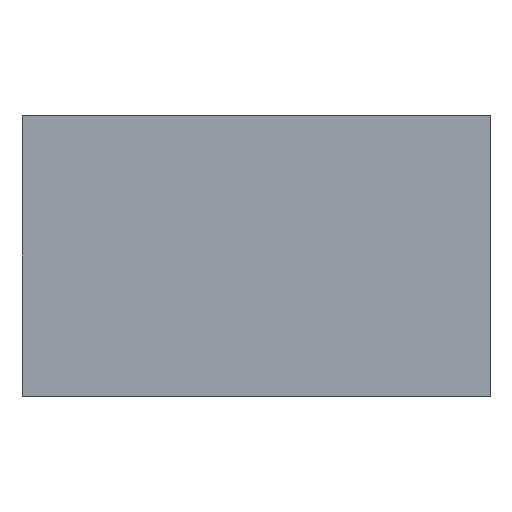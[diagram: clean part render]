
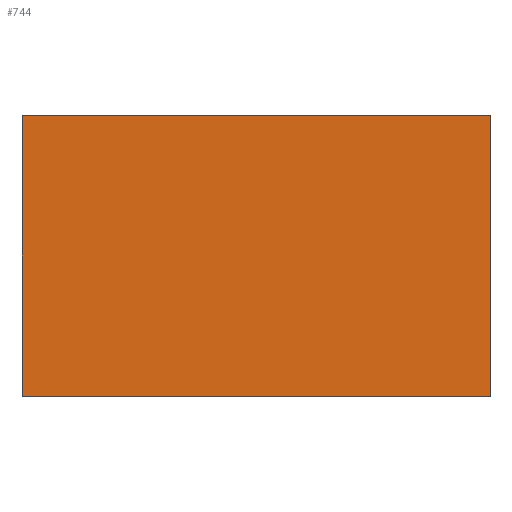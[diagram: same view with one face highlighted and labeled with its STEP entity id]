
A CAD part, left-side view. The second image highlights one B-rep face of the part: STEP entity #744.
In plain terms, the highlighted planar face has unit normal (-1, 0, 0).
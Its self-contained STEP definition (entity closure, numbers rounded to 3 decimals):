
#7 = VERTEX_POINT ( 'NONE', #628 ) ;
#51 = VECTOR ( 'NONE', #107, 1000. ) ;
#53 = DIRECTION ( 'NONE',  ( 0., 1., 0. ) ) ;
#107 = DIRECTION ( 'NONE',  ( 0., 0., 1. ) ) ;
#121 = DIRECTION ( 'NONE',  ( -1., 0., 0. ) ) ;
#122 = EDGE_CURVE ( 'NONE', #7, #153, #391, .T. ) ;
#153 = VERTEX_POINT ( 'NONE', #442 ) ;
#172 = CARTESIAN_POINT ( 'NONE',  ( -76., -29., 0. ) ) ;
#194 = CARTESIAN_POINT ( 'NONE',  ( -76., -54., 30. ) ) ;
#237 = EDGE_LOOP ( 'NONE', ( #451, #658, #315, #637 ) ) ;
#256 = VECTOR ( 'NONE', #303, 1000. ) ;
#264 = LINE ( 'NONE', #172, #470 ) ;
#303 = DIRECTION ( 'NONE',  ( 0., 1., 0. ) ) ;
#310 = DIRECTION ( 'NONE',  ( 0., -1., 0. ) ) ;
#315 = ORIENTED_EDGE ( 'NONE', *, *, #469, .T. ) ;
#335 = VERTEX_POINT ( 'NONE', #480 ) ;
#342 = AXIS2_PLACEMENT_3D ( 'NONE', #194, #121, #53 ) ;
#347 = FACE_OUTER_BOUND ( 'NONE', #237, .T. ) ;
#380 = CARTESIAN_POINT ( 'NONE',  ( -76., -54., 15. ) ) ;
#384 = CARTESIAN_POINT ( 'NONE',  ( -76., -54., 30. ) ) ;
#391 = LINE ( 'NONE', #446, #617 ) ;
#407 = LINE ( 'NONE', #380, #51 ) ;
#442 = CARTESIAN_POINT ( 'NONE',  ( -76., -4., 0. ) ) ;
#446 = CARTESIAN_POINT ( 'NONE',  ( -76., -4., 15. ) ) ;
#451 = ORIENTED_EDGE ( 'NONE', *, *, #706, .T. ) ;
#469 = EDGE_CURVE ( 'NONE', #730, #7, #639, .T. ) ;
#470 = VECTOR ( 'NONE', #310, 1000. ) ;
#480 = CARTESIAN_POINT ( 'NONE',  ( -76., -54., 0. ) ) ;
#494 = CARTESIAN_POINT ( 'NONE',  ( -76., -29., 30. ) ) ;
#610 = EDGE_CURVE ( 'NONE', #335, #730, #407, .T. ) ;
#617 = VECTOR ( 'NONE', #654, 1000. ) ;
#628 = CARTESIAN_POINT ( 'NONE',  ( -76., -4., 30. ) ) ;
#637 = ORIENTED_EDGE ( 'NONE', *, *, #122, .T. ) ;
#639 = LINE ( 'NONE', #494, #256 ) ;
#654 = DIRECTION ( 'NONE',  ( 0., 0., -1. ) ) ;
#658 = ORIENTED_EDGE ( 'NONE', *, *, #610, .T. ) ;
#706 = EDGE_CURVE ( 'NONE', #153, #335, #264, .T. ) ;
#730 = VERTEX_POINT ( 'NONE', #384 ) ;
#744 = ADVANCED_FACE ( 'NONE', ( #347 ), #790, .T. ) ;
#790 = PLANE ( 'NONE',  #342 ) ;
